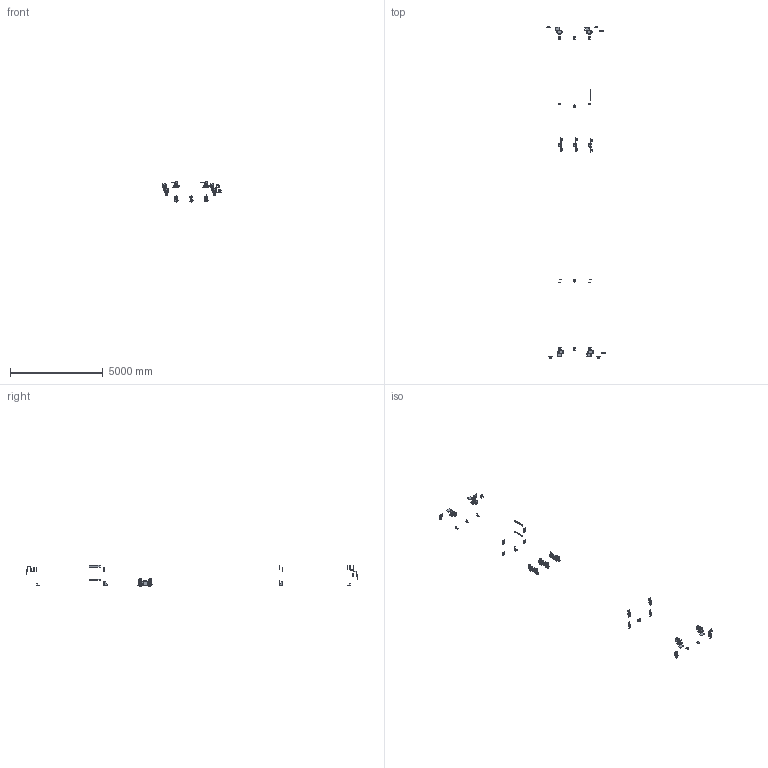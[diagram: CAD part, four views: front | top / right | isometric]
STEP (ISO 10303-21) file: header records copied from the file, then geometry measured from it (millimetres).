
FILE_DESCRIPTION(/* description */ (''),/* implementation_level */ '2;1');
FILE_NAME(/* name */ '6000 - BT.stp',/* time_stamp */ '2021-06-01T13:46:48+02:00',/* author */ ('Julian'),/* organization */ (''),/* preprocessor_version */ 'ST-DEVELOPER v16.13',/* originating_system */ 'Autodesk Inventor 2018',/* authorisation */ '');
FILE_SCHEMA (('AUTOMOTIVE_DESIGN { 1 0 10303 214 3 1 1 }'));
Length unit declared in the file: millimetre
Products named in the file (55): 6000 für Brennteile; 6000-05.00; 6000-05.01; 6000-04.00; 6000-04.01; 6000-BT01; 6000-BT03; 6000-BT02-C; 6000-BT02-B; 6000-BT09; 6000-11.01; 6000-BT04; 6000-BT08; 6000.01.00; 6000.01.01; 6000-BT06; 6000-BT07; 6000.11.01; BT-7010_04x; BT-7010_05x; 6000.03.00; 6000.03.01; 6000.02.00; 6000.02.01; KP-IPE200; KP-IPE240; 6000-BT02; KB-IPE240; 6000-BT05; 6000-BT05-B; 7010-00.00; 7010-00.00_1; 7010-00.00_2; 7010-01.01; 7010-01.02; BT-7010_03x; BT-7010_02x; 7010-02.00; 7010-02.01; BT-7010_06x ...
Assembly tree (155 placements, depth 5):
  6000 für Brennteile
    6000-05.00
      6000-05.01
        6000-BT01
        6000-BT03  x2
        6000-BT02-B  x4
        6000-BT02-C  x2
        6000-BT09  x2
      6000-11.01  x2
        6000-BT04
        6000-BT08
    6000-04.00
      6000-04.01
        6000-BT01
        6000-BT03  x2
        6000-BT02-C  x2
        6000-BT02-B  x4
        6000-BT09  x2
      6000-11.01  x2
        6000-BT04
        6000-BT08
    6000.01.00
      6000.01.01
        KP-IPE240  x4
        KP-IPE200  x4
        6000-BT06  x2
        6000-BT07  x2
        BT-7010_04x  x2
        BT-7010_05x  x4
      6000.11.01
        BT-7010_04x
        BT-7010_05x  x2
    6000.03.00
      6000.03.01
        KP-IPE240  x2
        KP-IPE200  x2
        6000-BT02  x2
        KB-IPE240  x16
    6000.02.00
      6000.02.01
        KP-IPE240  x2
        KP-IPE200  x2
        6000-BT02  x2
        KB-IPE240  x16
        6000-BT05
        6000-BT05-B
    7000-03.00  x3
      7000-03.01
        BT-7000_03
        BT-7000_04
    7000-04.00  x3
      7000-04.01
        BT-7000_03
        BT-7000_04
    7010-00.00
      7010-01.01
        BT-7010_03x
        BT-7010_02x
      7010-01.02
        BT-7010_03x
Bounding box: 3155.07 x 17850.32 x 1145.58 mm (x, y, z)
Volume: 30242295 mm3; surface area: 7399149.4 mm2
Topology: 173 solids, 173 shells, 4029 faces, 11071 edges, 7388 vertices
Faces by surface type: plane 2018, cylinder 2011
Full cylindrical faces by diameter (mm): 5 x8, 6.5 x28, 7.5 x12, 8.5 x16, 9 x34, 12.2 x18, 13 x16, 14 x8, 17 x48, 20.5 x12, 21 x12, 22 x48, 36 x6, 110.5 x2
Entity records: 29452 total; most frequent: DIRECTION 5197, CARTESIAN_POINT 4802, ORIENTED_EDGE 4474, EDGE_CURVE 2237, AXIS2_PLACEMENT_3D 1925, VERTEX_POINT 1530, LINE 1347, VECTOR 1347
